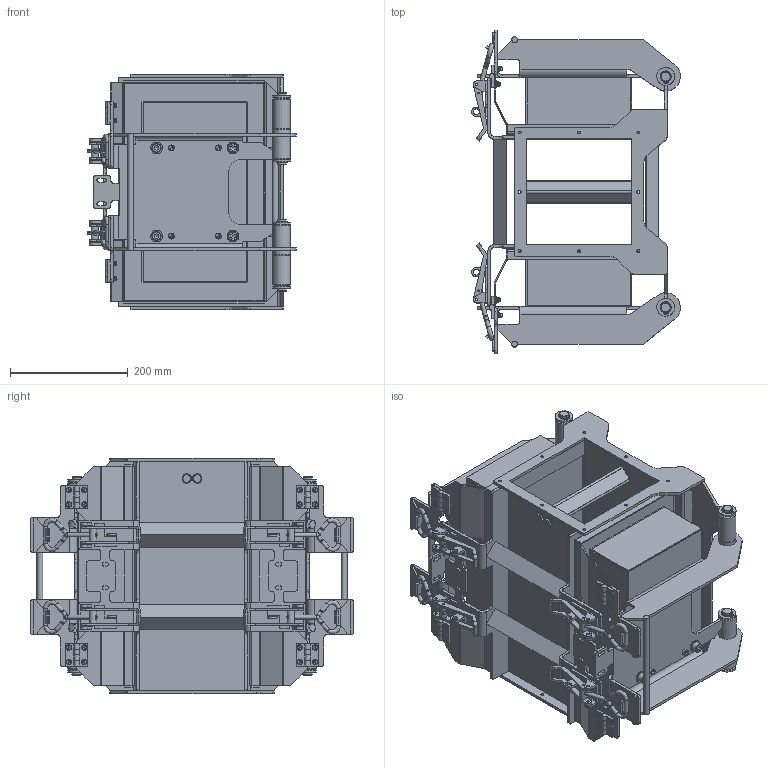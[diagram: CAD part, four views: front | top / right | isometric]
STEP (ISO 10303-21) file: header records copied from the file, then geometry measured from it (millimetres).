
FILE_DESCRIPTION(/* description */ (''),/* implementation_level */ '2;1');
FILE_NAME(/* name */ 'SBPF180001.stp',/* time_stamp */ '2020-06-22T07:11:55+02:00',/* author */ ('pw'),/* organization */ (''),/* preprocessor_version */ 'ST-DEVELOPER v16.5',/* originating_system */ 'Autodesk Inventor 2017',/* authorisation */ '');
FILE_SCHEMA (('AUTOMOTIVE_DESIGN { 1 0 10303 214 3 1 1 }'));
Products named in the file (1): SBPF180001
Bounding box: 355.32 x 551 x 400 mm (x, y, z)
Volume: 5837675.2 mm3; surface area: 2914099.2 mm2
Topology: 149 solids, 149 shells, 2738 faces, 6500 edges, 4064 vertices
Faces by surface type: plane 1502, cylinder 840, cone 300, bspline 44, torus 36, sphere 16
Full cylindrical faces by diameter (mm): 1.7 x16, 3 x8, 3.242 x16, 4 x32, 4.3 x8, 4.5 x16, 4.917 x16, 5 x8, 6 x8, 6.5 x16, 7 x24, 7.323 x4, 7.53 x16, 8 x8, 8.376 x16, 8.4 x4, 9 x4, 10 x24, 10.5 x8, 11.4 x4, 12 x20, 15.2 x8, 16 x24, 16.25 x4, 17 x8, 18 x4, 20 x8, 30 x16, 30.1 x4
Entity records: 79605 total; most frequent: CARTESIAN_POINT 17119, DIRECTION 12346, ORIENTED_EDGE 11440, EDGE_CURVE 5716, AXIS2_PLACEMENT_3D 4575, VERTEX_POINT 3884, EDGE_LOOP 3716, LINE 3196
